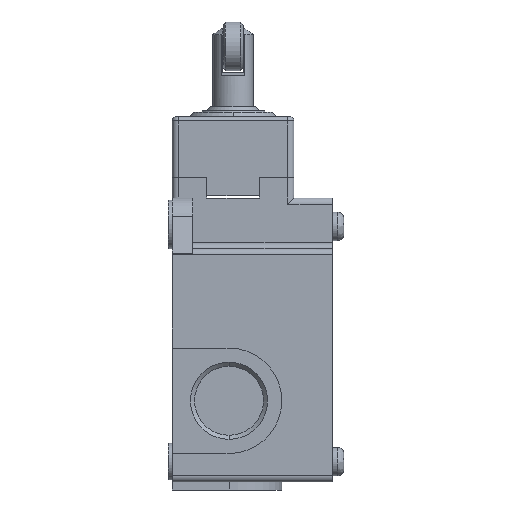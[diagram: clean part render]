
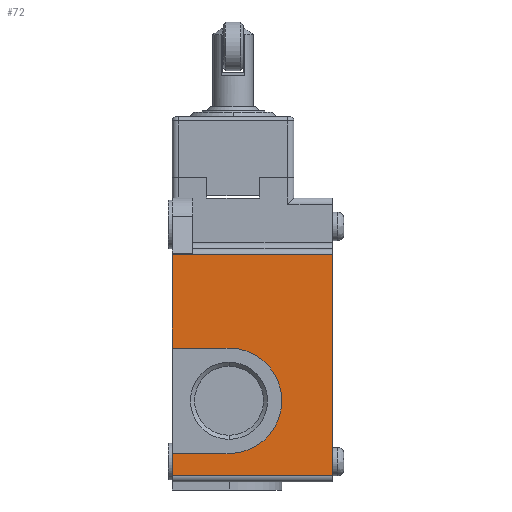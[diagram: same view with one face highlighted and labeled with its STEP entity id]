
A CAD part, left-side view. The second image highlights one B-rep face of the part: STEP entity #72.
In plain terms, the highlighted planar face has unit normal (-1, 0, 0).
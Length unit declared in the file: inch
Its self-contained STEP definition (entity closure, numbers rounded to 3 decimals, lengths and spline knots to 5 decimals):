
#72 = ADVANCED_FACE ( 'NONE', ( #3524 ), #5849, .T. ) ;
#82 = LINE ( 'NONE', #4468, #7467 ) ;
#99 = DIRECTION ( 'NONE',  ( 0., 1., 0. ) ) ;
#311 = LINE ( 'NONE', #489, #551 ) ;
#389 = CARTESIAN_POINT ( 'NONE',  ( -1.14173, -0.03937, -2.44094 ) ) ;
#489 = CARTESIAN_POINT ( 'NONE',  ( -1.14173, -0.03937, -0.29528 ) ) ;
#551 = VECTOR ( 'NONE', #8337, 39.37008 ) ;
#573 = AXIS2_PLACEMENT_3D ( 'NONE', #7690, #4824, #1266 ) ;
#702 = VERTEX_POINT ( 'NONE', #3095 ) ;
#746 = VERTEX_POINT ( 'NONE', #1747 ) ;
#1198 = AXIS2_PLACEMENT_3D ( 'NONE', #3025, #8109, #5883 ) ;
#1266 = DIRECTION ( 'NONE',  ( 0., 0., -1. ) ) ;
#1398 = EDGE_CURVE ( 'NONE', #6646, #746, #9274, .T. ) ;
#1540 = LINE ( 'NONE', #3233, #5198 ) ;
#1611 = EDGE_CURVE ( 'NONE', #6646, #6857, #4962, .T. ) ;
#1747 = CARTESIAN_POINT ( 'NONE',  ( -1.14173, -1.59449, -2.44094 ) ) ;
#1765 = VECTOR ( 'NONE', #3501, 39.37008 ) ;
#2309 = CIRCLE ( 'NONE', #573, 0.51181 ) ;
#2424 = VERTEX_POINT ( 'NONE', #8683 ) ;
#2727 = EDGE_LOOP ( 'NONE', ( #2786, #3763, #4670, #5705, #6233, #3469, #3358, #6842 ) ) ;
#2786 = ORIENTED_EDGE ( 'NONE', *, *, #5716, .T. ) ;
#2980 = EDGE_CURVE ( 'NONE', #4482, #5796, #4324, .T. ) ;
#3025 = CARTESIAN_POINT ( 'NONE',  ( -1.14173, -0.03937, -2.5 ) ) ;
#3095 = CARTESIAN_POINT ( 'NONE',  ( -1.14173, -0.03937, -0.29528 ) ) ;
#3113 = EDGE_CURVE ( 'NONE', #5796, #2424, #2309, .T. ) ;
#3233 = CARTESIAN_POINT ( 'NONE',  ( -1.14173, -0.03937, -1.20079 ) ) ;
#3358 = ORIENTED_EDGE ( 'NONE', *, *, #1398, .T. ) ;
#3372 = CARTESIAN_POINT ( 'NONE',  ( -1.14173, -1.59449, -0.29528 ) ) ;
#3469 = ORIENTED_EDGE ( 'NONE', *, *, #1611, .F. ) ;
#3501 = DIRECTION ( 'NONE',  ( 0., 0., 1. ) ) ;
#3524 = FACE_OUTER_BOUND ( 'NONE', #2727, .T. ) ;
#3763 = ORIENTED_EDGE ( 'NONE', *, *, #6124, .F. ) ;
#4146 = EDGE_CURVE ( 'NONE', #746, #8583, #4773, .T. ) ;
#4324 = LINE ( 'NONE', #4626, #5466 ) ;
#4468 = CARTESIAN_POINT ( 'NONE',  ( -1.14173, -0.03937, -2.22441 ) ) ;
#4482 = VERTEX_POINT ( 'NONE', #7370 ) ;
#4626 = CARTESIAN_POINT ( 'NONE',  ( -1.14173, -0.03937, -1.20079 ) ) ;
#4670 = ORIENTED_EDGE ( 'NONE', *, *, #2980, .T. ) ;
#4773 = LINE ( 'NONE', #8646, #6250 ) ;
#4824 = DIRECTION ( 'NONE',  ( 1., 0., 0. ) ) ;
#4962 = LINE ( 'NONE', #7810, #1765 ) ;
#5198 = VECTOR ( 'NONE', #6070, 39.37008 ) ;
#5461 = DIRECTION ( 'NONE',  ( 0., -1., 0. ) ) ;
#5466 = VECTOR ( 'NONE', #5461, 39.37008 ) ;
#5551 = VECTOR ( 'NONE', #6075, 39.37008 ) ;
#5705 = ORIENTED_EDGE ( 'NONE', *, *, #3113, .T. ) ;
#5716 = EDGE_CURVE ( 'NONE', #8583, #702, #311, .T. ) ;
#5796 = VERTEX_POINT ( 'NONE', #8516 ) ;
#5849 = PLANE ( 'NONE',  #1198 ) ;
#5883 = DIRECTION ( 'NONE',  ( 0., 0., 1. ) ) ;
#6070 = DIRECTION ( 'NONE',  ( 0., 0., 1. ) ) ;
#6075 = DIRECTION ( 'NONE',  ( 0., -1., 0. ) ) ;
#6124 = EDGE_CURVE ( 'NONE', #4482, #702, #1540, .T. ) ;
#6233 = ORIENTED_EDGE ( 'NONE', *, *, #8324, .T. ) ;
#6250 = VECTOR ( 'NONE', #7863, 39.37008 ) ;
#6646 = VERTEX_POINT ( 'NONE', #9048 ) ;
#6842 = ORIENTED_EDGE ( 'NONE', *, *, #4146, .T. ) ;
#6857 = VERTEX_POINT ( 'NONE', #7106 ) ;
#7106 = CARTESIAN_POINT ( 'NONE',  ( -1.14173, -0.03937, -2.22441 ) ) ;
#7370 = CARTESIAN_POINT ( 'NONE',  ( -1.14173, -0.03937, -1.20079 ) ) ;
#7467 = VECTOR ( 'NONE', #99, 39.37008 ) ;
#7690 = CARTESIAN_POINT ( 'NONE',  ( -1.14173, -0.59055, -1.7126 ) ) ;
#7810 = CARTESIAN_POINT ( 'NONE',  ( -1.14173, -0.03937, -1.20079 ) ) ;
#7863 = DIRECTION ( 'NONE',  ( 0., 0., 1. ) ) ;
#8109 = DIRECTION ( 'NONE',  ( -1., 0., 0. ) ) ;
#8324 = EDGE_CURVE ( 'NONE', #2424, #6857, #82, .T. ) ;
#8337 = DIRECTION ( 'NONE',  ( 0., 1., 0. ) ) ;
#8516 = CARTESIAN_POINT ( 'NONE',  ( -1.14173, -0.59055, -1.20079 ) ) ;
#8583 = VERTEX_POINT ( 'NONE', #3372 ) ;
#8646 = CARTESIAN_POINT ( 'NONE',  ( -1.14173, -1.59449, -2.5 ) ) ;
#8683 = CARTESIAN_POINT ( 'NONE',  ( -1.14173, -0.59055, -2.22441 ) ) ;
#9048 = CARTESIAN_POINT ( 'NONE',  ( -1.14173, -0.03937, -2.44094 ) ) ;
#9274 = LINE ( 'NONE', #389, #5551 ) ;
